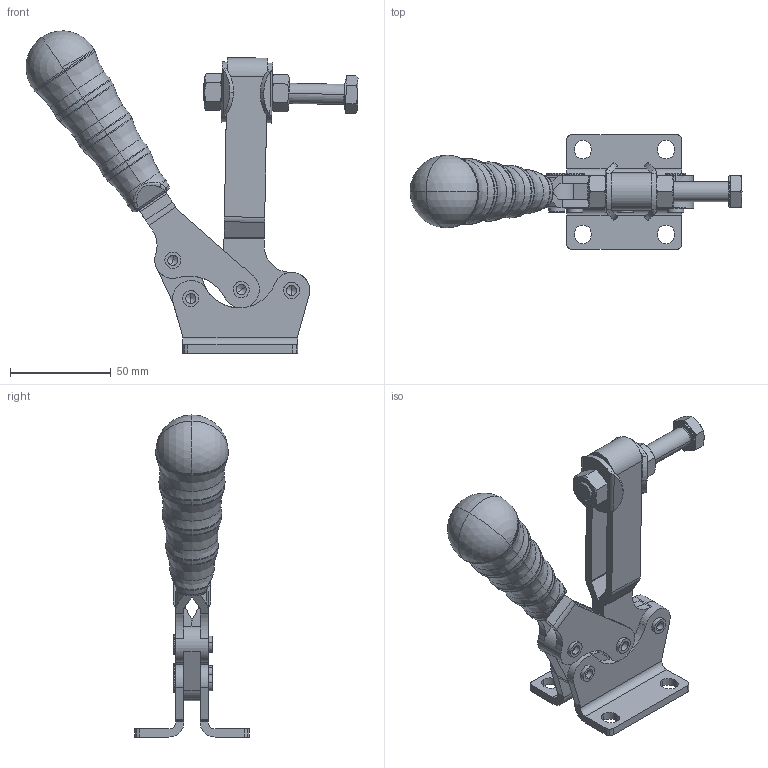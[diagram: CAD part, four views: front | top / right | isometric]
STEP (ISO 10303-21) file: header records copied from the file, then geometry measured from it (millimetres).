
FILE_DESCRIPTION((''),'2;1');
FILE_NAME('125.0-opened.stp','2005-09-27T16:08:10',('Kysilko'),(''),'Autodesk Inventor 8','Autodesk Inventor 8','');
FILE_SCHEMA(('AUTOMOTIVE_DESIGN { 1 0 10303 214 1 1 1 1 }'));
Length unit declared in the file: millimetre
Products named in the file (1): Part24
Bounding box: 164.68 x 56.98 x 159.75 mm (x, y, z)
Volume: 137027.6 mm3; surface area: 53219.8 mm2
Topology: 1 solids, 3 shells, 1113 faces, 3611 edges, 2159 vertices
Faces by surface type: plane 393, cone 364, cylinder 187, bspline 147, sphere 14, torus 8
Entity records: 44534 total; most frequent: CARTESIAN_POINT 13761, ORIENTED_EDGE 7194, DIRECTION 6321, EDGE_CURVE 3597, AXIS2_PLACEMENT_3D 2419, VERTEX_POINT 2159, VECTOR 1483, LINE 1483
